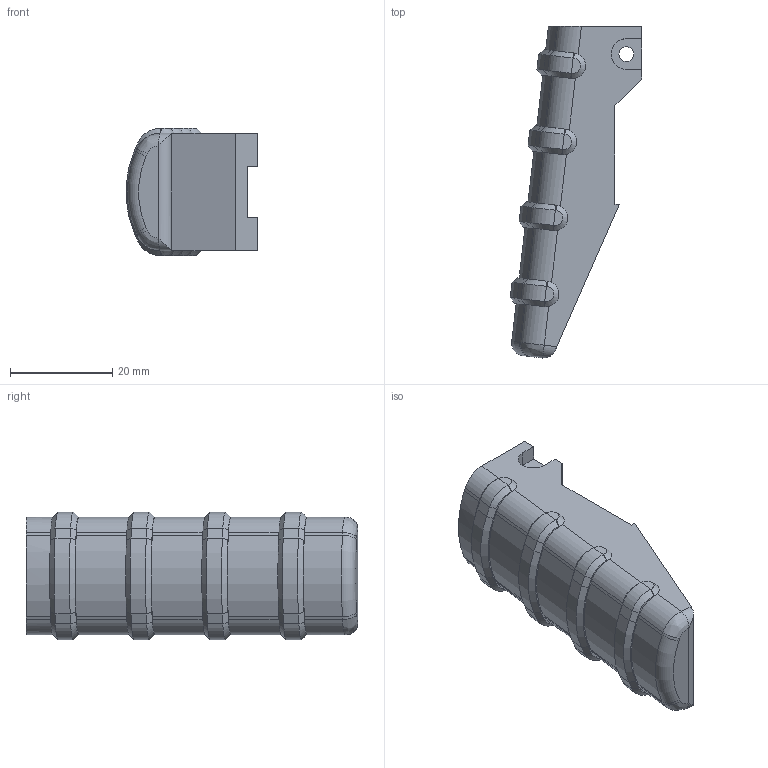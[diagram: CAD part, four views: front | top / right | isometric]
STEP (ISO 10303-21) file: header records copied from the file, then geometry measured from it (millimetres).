
FILE_DESCRIPTION(/* description */ (''),/* implementation_level */ '2;1');
FILE_NAME(/* name */ 'foregrip v2.step',/* time_stamp */ '2022-11-20T14:59:17-05:00',/* author */ (''),/* organization */ (''),/* preprocessor_version */ 'ST-DEVELOPER v19.2',/* originating_system */ 'Autodesk Translation Framework v11.17.0.187',/* authorisation */ '');
FILE_SCHEMA (('AUTOMOTIVE_DESIGN { 1 0 10303 214 3 1 1 }'));
Length unit declared in the file: millimetre
Products named in the file (1): foregrip
Bounding box: 25.74 x 64.98 x 25 mm (x, y, z)
Volume: 20145.3 mm3; surface area: 5681.9 mm2
Topology: 1 solids, 1 shells, 178 faces, 442 edges, 266 vertices
Faces by surface type: plane 91, cylinder 52, cone 32, bspline 2, torus 1
Full cylindrical faces by diameter (mm): 2.9 x2
Entity records: 5441 total; most frequent: CARTESIAN_POINT 961, DIRECTION 909, ORIENTED_EDGE 884, EDGE_CURVE 442, AXIS2_PLACEMENT_3D 308, LINE 293, VECTOR 293, VERTEX_POINT 266
